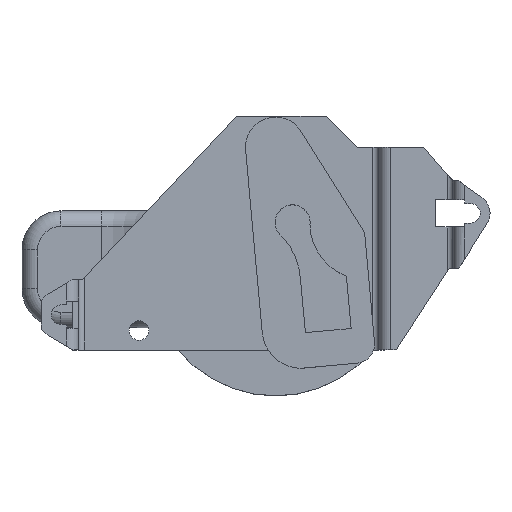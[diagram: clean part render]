
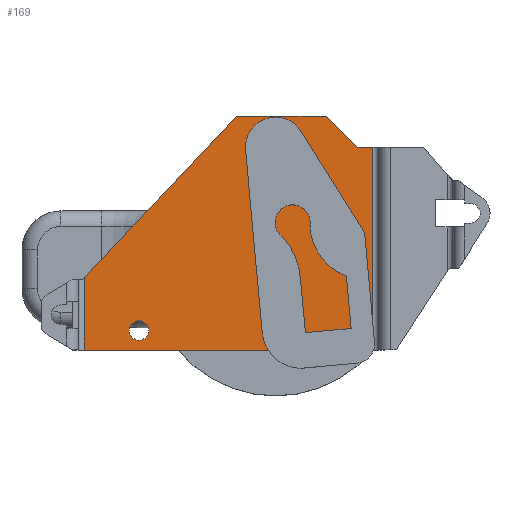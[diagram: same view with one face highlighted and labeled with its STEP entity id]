
A CAD part, top view. The second image highlights one B-rep face of the part: STEP entity #169.
In plain terms, the highlighted planar face has unit normal (0, 0, 1).
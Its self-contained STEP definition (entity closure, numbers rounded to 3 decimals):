
#56 = ORIENTED_EDGE ( 'NONE', *, *, #3074, .T. ) ;
#130 = DIRECTION ( 'NONE',  ( -1., 0., 0. ) ) ;
#169 = ADVANCED_FACE ( 'NONE', ( #1349, #2396, #4723 ), #4419, .F. ) ;
#251 = DIRECTION ( 'NONE',  ( 0., 0., -1. ) ) ;
#266 = ORIENTED_EDGE ( 'NONE', *, *, #3638, .T. ) ;
#340 = EDGE_CURVE ( 'NONE', #3234, #2792, #2741, .T. ) ;
#347 = AXIS2_PLACEMENT_3D ( 'NONE', #1035, #3178, #3634 ) ;
#402 = CARTESIAN_POINT ( 'NONE',  ( -30., -25., 1.5 ) ) ;
#414 = VECTOR ( 'NONE', #2162, 1000. ) ;
#431 = ORIENTED_EDGE ( 'NONE', *, *, #340, .F. ) ;
#625 = CIRCLE ( 'NONE', #347, 6. ) ;
#706 = CARTESIAN_POINT ( 'NONE',  ( -46.5, -30., 1.5 ) ) ;
#769 = ORIENTED_EDGE ( 'NONE', *, *, #4816, .F. ) ;
#770 = VECTOR ( 'NONE', #4581, 1000. ) ;
#881 = AXIS2_PLACEMENT_3D ( 'NONE', #2140, #1786, #130 ) ;
#904 = CARTESIAN_POINT ( 'NONE',  ( 8.5, 22., 1.5 ) ) ;
#958 = EDGE_CURVE ( 'NONE', #1937, #2469, #4866, .T. ) ;
#964 = CARTESIAN_POINT ( 'NONE',  ( -57.5, -30., 1.5 ) ) ;
#1035 = CARTESIAN_POINT ( 'NONE',  ( 2.5, 22., 1.5 ) ) ;
#1051 = DIRECTION ( 'NONE',  ( -1., 0., 0. ) ) ;
#1095 = DIRECTION ( 'NONE',  ( -0.707, 0.707, 0. ) ) ;
#1175 = VERTEX_POINT ( 'NONE', #3180 ) ;
#1195 = DIRECTION ( 'NONE',  ( -1., 0., 0. ) ) ;
#1222 = VECTOR ( 'NONE', #1500, 1000. ) ;
#1349 = FACE_BOUND ( 'NONE', #3081, .T. ) ;
#1368 = DIRECTION ( 'NONE',  ( 1., 0., 0. ) ) ;
#1384 = CARTESIAN_POINT ( 'NONE',  ( 28.75, 16.75, 1.5 ) ) ;
#1400 = ORIENTED_EDGE ( 'NONE', *, *, #2593, .F. ) ;
#1450 = ORIENTED_EDGE ( 'NONE', *, *, #1529, .F. ) ;
#1483 = DIRECTION ( 'NONE',  ( -1., 0., 0. ) ) ;
#1500 = DIRECTION ( 'NONE',  ( 0., -1., 0. ) ) ;
#1529 = EDGE_CURVE ( 'NONE', #1175, #2072, #2260, .T. ) ;
#1674 = EDGE_CURVE ( 'NONE', #5186, #3015, #3656, .T. ) ;
#1675 = LINE ( 'NONE', #1384, #4652 ) ;
#1761 = CARTESIAN_POINT ( 'NONE',  ( 23.5, 22., 1.5 ) ) ;
#1786 = DIRECTION ( 'NONE',  ( 0., 0., -1. ) ) ;
#1809 = CARTESIAN_POINT ( 'NONE',  ( -3.5, 22., 1.5 ) ) ;
#1937 = VERTEX_POINT ( 'NONE', #3279 ) ;
#2008 = LINE ( 'NONE', #2056, #770 ) ;
#2056 = CARTESIAN_POINT ( 'NONE',  ( 27.5, 22., 1.5 ) ) ;
#2072 = VERTEX_POINT ( 'NONE', #3140 ) ;
#2107 = VERTEX_POINT ( 'NONE', #1809 ) ;
#2140 = CARTESIAN_POINT ( 'NONE',  ( -32.5, -25., 1.5 ) ) ;
#2162 = DIRECTION ( 'NONE',  ( -1., 0., 0. ) ) ;
#2163 = CARTESIAN_POINT ( 'NONE',  ( 2.5, 22., 1.5 ) ) ;
#2260 = LINE ( 'NONE', #964, #414 ) ;
#2283 = EDGE_CURVE ( 'NONE', #2107, #3098, #625, .T. ) ;
#2310 = CARTESIAN_POINT ( 'NONE',  ( -48., -60., 1.5 ) ) ;
#2367 = CARTESIAN_POINT ( 'NONE',  ( -71.424, -37.97, 1.5 ) ) ;
#2396 = FACE_BOUND ( 'NONE', #4740, .T. ) ;
#2463 = ORIENTED_EDGE ( 'NONE', *, *, #4944, .T. ) ;
#2469 = VERTEX_POINT ( 'NONE', #5004 ) ;
#2573 = EDGE_LOOP ( 'NONE', ( #769, #3820, #1450, #2463, #431, #266, #4749 ) ) ;
#2593 = EDGE_CURVE ( 'NONE', #3098, #2107, #5165, .T. ) ;
#2741 = LINE ( 'NONE', #5162, #3479 ) ;
#2742 = CARTESIAN_POINT ( 'NONE',  ( -32.5, -25., 1.5 ) ) ;
#2792 = VERTEX_POINT ( 'NONE', #4134 ) ;
#2866 = VECTOR ( 'NONE', #3650, 1000. ) ;
#2968 = AXIS2_PLACEMENT_3D ( 'NONE', #2742, #251, #1051 ) ;
#3015 = VERTEX_POINT ( 'NONE', #402 ) ;
#3051 = VERTEX_POINT ( 'NONE', #5463 ) ;
#3074 = EDGE_CURVE ( 'NONE', #3015, #5186, #3908, .T. ) ;
#3081 = EDGE_LOOP ( 'NONE', ( #3897, #56 ) ) ;
#3098 = VERTEX_POINT ( 'NONE', #904 ) ;
#3140 = CARTESIAN_POINT ( 'NONE',  ( -46.5, -30., 1.5 ) ) ;
#3178 = DIRECTION ( 'NONE',  ( 0., 0., 1. ) ) ;
#3180 = CARTESIAN_POINT ( 'NONE',  ( 27.5, -30., 1.5 ) ) ;
#3234 = VERTEX_POINT ( 'NONE', #1761 ) ;
#3279 = CARTESIAN_POINT ( 'NONE',  ( 15.5, 30., 1.5 ) ) ;
#3454 = DIRECTION ( 'NONE',  ( -1., 0., 0. ) ) ;
#3479 = VECTOR ( 'NONE', #1368, 1000. ) ;
#3634 = DIRECTION ( 'NONE',  ( -1., 0., 0. ) ) ;
#3638 = EDGE_CURVE ( 'NONE', #3234, #1937, #1675, .T. ) ;
#3650 = DIRECTION ( 'NONE',  ( 0.685, 0.728, 0. ) ) ;
#3656 = CIRCLE ( 'NONE', #2968, 2.5 ) ;
#3690 = EDGE_CURVE ( 'NONE', #3051, #2072, #4479, .T. ) ;
#3820 = ORIENTED_EDGE ( 'NONE', *, *, #3690, .T. ) ;
#3897 = ORIENTED_EDGE ( 'NONE', *, *, #1674, .T. ) ;
#3908 = CIRCLE ( 'NONE', #881, 2.5 ) ;
#4134 = CARTESIAN_POINT ( 'NONE',  ( 27.5, 22., 1.5 ) ) ;
#4317 = ORIENTED_EDGE ( 'NONE', *, *, #2283, .F. ) ;
#4419 = PLANE ( 'NONE',  #5090 ) ;
#4479 = LINE ( 'NONE', #706, #1222 ) ;
#4581 = DIRECTION ( 'NONE',  ( 0., 1., 0. ) ) ;
#4652 = VECTOR ( 'NONE', #1095, 1000. ) ;
#4686 = DIRECTION ( 'NONE',  ( 0., 0., 1. ) ) ;
#4716 = VECTOR ( 'NONE', #1195, 1000. ) ;
#4723 = FACE_OUTER_BOUND ( 'NONE', #2573, .T. ) ;
#4740 = EDGE_LOOP ( 'NONE', ( #4317, #1400 ) ) ;
#4749 = ORIENTED_EDGE ( 'NONE', *, *, #958, .T. ) ;
#4816 = EDGE_CURVE ( 'NONE', #3051, #2469, #4992, .T. ) ;
#4838 = DIRECTION ( 'NONE',  ( 0., 0., -1. ) ) ;
#4866 = LINE ( 'NONE', #4982, #4716 ) ;
#4944 = EDGE_CURVE ( 'NONE', #1175, #2792, #2008, .T. ) ;
#4982 = CARTESIAN_POINT ( 'NONE',  ( -48., 30., 1.5 ) ) ;
#4992 = LINE ( 'NONE', #2367, #2866 ) ;
#5004 = CARTESIAN_POINT ( 'NONE',  ( -7.5, 30., 1.5 ) ) ;
#5090 = AXIS2_PLACEMENT_3D ( 'NONE', #2310, #4838, #1483 ) ;
#5162 = CARTESIAN_POINT ( 'NONE',  ( -48., 22., 1.5 ) ) ;
#5165 = CIRCLE ( 'NONE', #5283, 6. ) ;
#5186 = VERTEX_POINT ( 'NONE', #5470 ) ;
#5283 = AXIS2_PLACEMENT_3D ( 'NONE', #2163, #4686, #3454 ) ;
#5463 = CARTESIAN_POINT ( 'NONE',  ( -46.5, -11.468, 1.5 ) ) ;
#5470 = CARTESIAN_POINT ( 'NONE',  ( -35., -25., 1.5 ) ) ;
